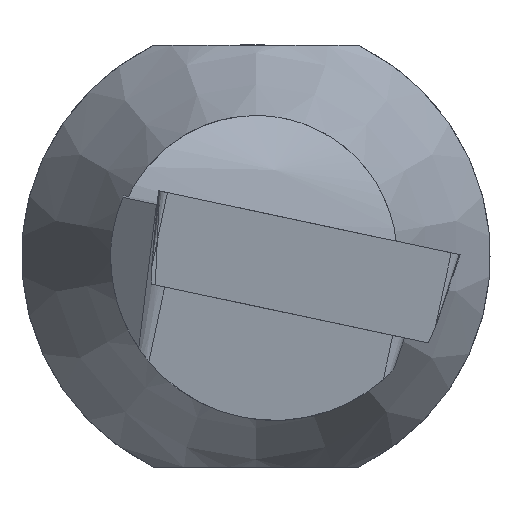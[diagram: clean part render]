
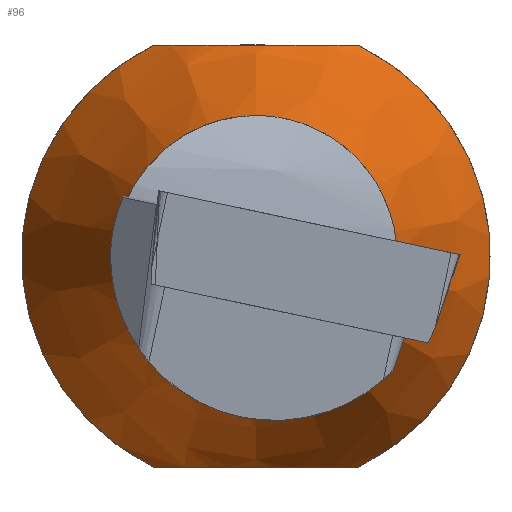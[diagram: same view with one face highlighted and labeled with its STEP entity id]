
A CAD part, left-side view. The second image highlights one B-rep face of the part: STEP entity #96.
In plain terms, the highlighted conical face has half-angle 25 degrees and reference radius 3 mm.
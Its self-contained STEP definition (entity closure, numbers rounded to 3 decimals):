
#56=FACE_BOUND('',#167,.T.);
#57=FACE_BOUND('',#168,.T.);
#67=CONICAL_SURFACE('',#551,3.,25.);
#75=CIRCLE('',#541,5.);
#79=CIRCLE('',#548,5.);
#80=CIRCLE('',#550,3.);
#96=ADVANCED_FACE('',(#56,#57),#67,.T.);
#167=EDGE_LOOP('',(#253,#254,#255,#256));
#168=EDGE_LOOP('',(#257));
#196=B_SPLINE_CURVE_WITH_KNOTS('',3,(#846,#847,#848,#849,#850,#851),
 .UNSPECIFIED.,.F.,.F.,(4,2,4),(0.,0.5,1.),.UNSPECIFIED.);
#197=B_SPLINE_CURVE_WITH_KNOTS('',3,(#852,#853,#854,#855,#856,#857),
 .UNSPECIFIED.,.F.,.F.,(4,2,4),(0.,0.5,1.),.UNSPECIFIED.);
#253=ORIENTED_EDGE('',*,*,#423,.F.);
#254=ORIENTED_EDGE('',*,*,#425,.T.);
#255=ORIENTED_EDGE('',*,*,#414,.F.);
#256=ORIENTED_EDGE('',*,*,#426,.T.);
#257=ORIENTED_EDGE('',*,*,#427,.T.);
#362=VERTEX_POINT('',#797);
#363=VERTEX_POINT('',#798);
#369=VERTEX_POINT('',#841);
#370=VERTEX_POINT('',#843);
#371=VERTEX_POINT('',#859);
#414=EDGE_CURVE('',#362,#363,#75,.T.);
#423=EDGE_CURVE('',#369,#370,#79,.T.);
#425=EDGE_CURVE('',#369,#363,#196,.T.);
#426=EDGE_CURVE('',#362,#370,#197,.T.);
#427=EDGE_CURVE('',#371,#371,#80,.T.);
#541=AXIS2_PLACEMENT_3D('',#796,#614,#615);
#548=AXIS2_PLACEMENT_3D('',#842,#631,#632);
#550=AXIS2_PLACEMENT_3D('',#858,#636,#637);
#551=AXIS2_PLACEMENT_3D('',#860,#638,#639);
#614=DIRECTION('',(1.,0.,0.));
#615=DIRECTION('',(0.,0.,-1.));
#631=DIRECTION('',(1.,0.,0.));
#632=DIRECTION('',(0.,0.,-1.));
#636=DIRECTION('',(1.,0.,0.));
#637=DIRECTION('',(0.,0.,-1.));
#638=DIRECTION('',(1.,0.,0.));
#639=DIRECTION('',(0.,0.,-1.));
#796=CARTESIAN_POINT('',(29.289,0.,0.));
#797=CARTESIAN_POINT('',(29.289,-2.179,4.5));
#798=CARTESIAN_POINT('',(29.289,-2.179,-4.5));
#841=CARTESIAN_POINT('',(29.289,2.179,-4.5));
#842=CARTESIAN_POINT('',(29.289,0.,0.));
#843=CARTESIAN_POINT('',(29.289,2.179,4.5));
#846=CARTESIAN_POINT('',(29.289,2.179,-4.5));
#847=CARTESIAN_POINT('',(28.728,1.579,-4.5));
#848=CARTESIAN_POINT('',(28.218,0.833,-4.5));
#849=CARTESIAN_POINT('',(28.216,-0.829,-4.5));
#850=CARTESIAN_POINT('',(28.723,-1.574,-4.5));
#851=CARTESIAN_POINT('',(29.289,-2.179,-4.5));
#852=CARTESIAN_POINT('',(29.289,-2.179,4.5));
#853=CARTESIAN_POINT('',(28.728,-1.579,4.5));
#854=CARTESIAN_POINT('',(28.218,-0.833,4.5));
#855=CARTESIAN_POINT('',(28.216,0.829,4.5));
#856=CARTESIAN_POINT('',(28.723,1.574,4.5));
#857=CARTESIAN_POINT('',(29.289,2.179,4.5));
#858=CARTESIAN_POINT('',(25.,0.,0.));
#859=CARTESIAN_POINT('',(25.,0.,-3.));
#860=CARTESIAN_POINT('',(25.,0.,0.));
